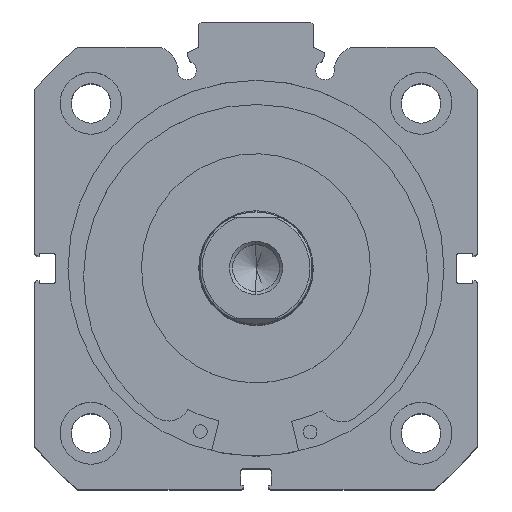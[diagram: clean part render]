
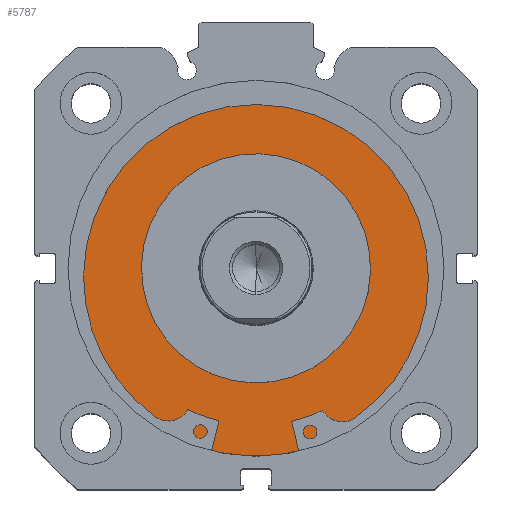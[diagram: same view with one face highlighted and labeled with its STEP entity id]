
A CAD part, top view. The second image highlights one B-rep face of the part: STEP entity #5787.
In plain terms, the highlighted face is planar.
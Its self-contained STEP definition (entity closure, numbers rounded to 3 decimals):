
#390 = ORIENTED_EDGE ( 'NONE', *, *, #1236, .T. ) ;
#391 = ORIENTED_EDGE ( 'NONE', *, *, #6857, .T. ) ;
#392 = ORIENTED_EDGE ( 'NONE', *, *, #1228, .F. ) ;
#393 = ORIENTED_EDGE ( 'NONE', *, *, #6850, .F. ) ;
#532 = EDGE_LOOP ( 'NONE', ( #391, #390 ) ) ;
#541 = EDGE_LOOP ( 'NONE', ( #393, #392 ) ) ;
#756 = CIRCLE ( 'NONE', #1227, 25. ) ;
#766 = CIRCLE ( 'NONE', #6867, 41. ) ;
#1227 = AXIS2_PLACEMENT_3D ( 'NONE', #7163, #7001, #6435 ) ;
#1228 = EDGE_CURVE ( 'NONE', #7142, #7121, #756, .T. ) ;
#1236 = EDGE_CURVE ( 'NONE', #7164, #6965, #766, .T. ) ;
#1848 = CARTESIAN_POINT ( 'NONE',  ( 4., 0., 0. ) ) ;
#1849 = DIRECTION ( 'NONE',  ( -1., 0., 0. ) ) ;
#1850 = DIRECTION ( 'NONE',  ( 0., 0., 1. ) ) ;
#3351 = AXIS2_PLACEMENT_3D ( 'NONE', #4998, #5015, #5016 ) ;
#3471 = AXIS2_PLACEMENT_3D ( 'NONE', #5541, #5542, #5543 ) ;
#3473 = AXIS2_PLACEMENT_3D ( 'NONE', #5558, #5560, #5561 ) ;
#4052 = FACE_OUTER_BOUND ( 'NONE', #532, .T. ) ;
#4091 = FACE_BOUND ( 'NONE', #541, .T. ) ;
#4327 = CIRCLE ( 'NONE', #3471, 25. ) ;
#4338 = CIRCLE ( 'NONE', #3473, 41. ) ;
#4998 = CARTESIAN_POINT ( 'NONE',  ( 4., 41., 0. ) ) ;
#5014 = PLANE ( 'NONE',  #3351 ) ;
#5015 = DIRECTION ( 'NONE',  ( 1., 0., 0. ) ) ;
#5016 = DIRECTION ( 'NONE',  ( 0., 0., -1. ) ) ;
#5541 = CARTESIAN_POINT ( 'NONE',  ( 4., 0., 0. ) ) ;
#5542 = DIRECTION ( 'NONE',  ( -1., 0., 0. ) ) ;
#5543 = DIRECTION ( 'NONE',  ( 0., 0., 1. ) ) ;
#5558 = CARTESIAN_POINT ( 'NONE',  ( 4., 0., 0. ) ) ;
#5560 = DIRECTION ( 'NONE',  ( -1., 0., 0. ) ) ;
#5561 = DIRECTION ( 'NONE',  ( 0., 0., 1. ) ) ;
#5658 = CARTESIAN_POINT ( 'NONE',  ( 4., 0., 41. ) ) ;
#5787 = ADVANCED_FACE ( 'NONE', ( #4091, #4052 ), #5014, .F. ) ;
#6435 = DIRECTION ( 'NONE',  ( 0., 0., 1. ) ) ;
#6553 = CARTESIAN_POINT ( 'NONE',  ( 4., 0., 25. ) ) ;
#6574 = CARTESIAN_POINT ( 'NONE',  ( 4., 0., -25. ) ) ;
#6595 = CARTESIAN_POINT ( 'NONE',  ( 4., 0., -41. ) ) ;
#6850 = EDGE_CURVE ( 'NONE', #7121, #7142, #4327, .T. ) ;
#6857 = EDGE_CURVE ( 'NONE', #6965, #7164, #4338, .T. ) ;
#6867 = AXIS2_PLACEMENT_3D ( 'NONE', #1848, #1849, #1850 ) ;
#6965 = VERTEX_POINT ( 'NONE', #5658 ) ;
#7001 = DIRECTION ( 'NONE',  ( -1., 0., 0. ) ) ;
#7121 = VERTEX_POINT ( 'NONE', #6553 ) ;
#7142 = VERTEX_POINT ( 'NONE', #6574 ) ;
#7163 = CARTESIAN_POINT ( 'NONE',  ( 4., 0., 0. ) ) ;
#7164 = VERTEX_POINT ( 'NONE', #6595 ) ;
